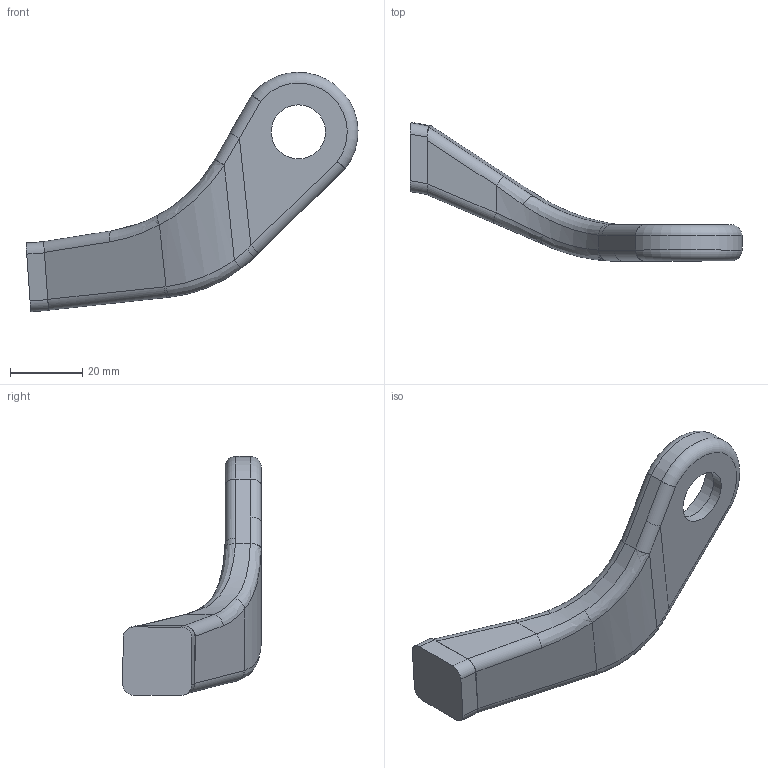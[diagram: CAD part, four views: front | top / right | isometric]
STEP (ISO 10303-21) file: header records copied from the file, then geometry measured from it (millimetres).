
FILE_DESCRIPTION(('FreeCAD Model'),'2;1');
FILE_NAME('Tête base gauche.step', '2020-09-14T11:36:42',('Author'),(''), 'Open CASCADE STEP processor 7.3','FreeCAD','Unknown');
FILE_SCHEMA(('AUTOMOTIVE_DESIGN { 1 0 10303 214 1 1 1 1 }'));
Length unit declared in the file: millimetre
Products named in the file (1): T皻e_base_(Mirror_#9)
Bounding box: 91.92 x 38.3 x 66.26 mm (x, y, z)
Volume: 25906.2 mm3; surface area: 8238.5 mm2
Topology: 1 solids, 1 shells, 57 faces, 133 edges, 78 vertices
Faces by surface type: cylinder 20, plane 18, bspline 14, torus 5
Full cylindrical faces by diameter (mm): 15 x1, 24 x1
Entity records: 7065 total; most frequent: CARTESIAN_POINT 4634, DIRECTION 393, ORIENTED_EDGE 264, PCURVE 264, DEFINITIONAL_REPRESENTATION 264, LINE 218, VECTOR 218, EDGE_CURVE 132
